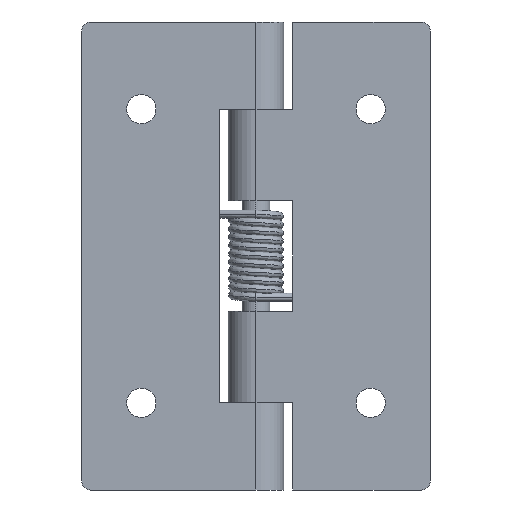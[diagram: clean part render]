
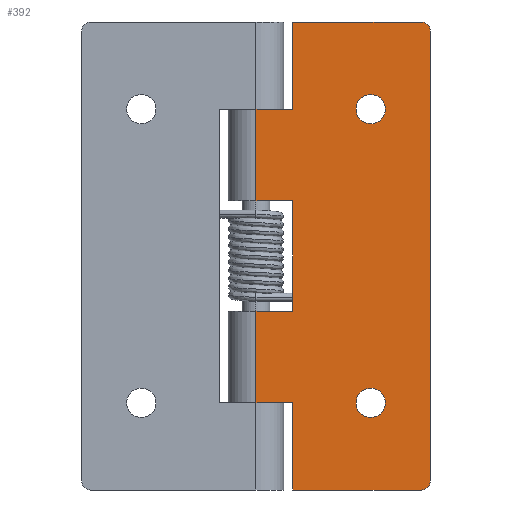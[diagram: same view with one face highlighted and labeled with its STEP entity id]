
A CAD part, front view. The second image highlights one B-rep face of the part: STEP entity #392.
In plain terms, the highlighted planar face has unit normal (0, -1, 0).
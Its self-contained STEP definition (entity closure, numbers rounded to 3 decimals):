
#375 = VERTEX_POINT ( 'NONE', #1571 ) ;
#383 = EDGE_CURVE ( 'NONE', #567, #384, #1721, .T. ) ;
#384 = VERTEX_POINT ( 'NONE', #1717 ) ;
#385 = ORIENTED_EDGE ( 'NONE', *, *, #458, .T. ) ;
#392 = ADVANCED_FACE ( 'NONE', ( #1706, #1705, #1704 ), #1703, .F. ) ;
#393 = EDGE_LOOP ( 'NONE', ( #564, #568, #385, #460, #446, #449, #507, #510, #454, #598, #524, #527, #530, #533 ) ) ;
#397 = VERTEX_POINT ( 'NONE', #1698 ) ;
#398 = VERTEX_POINT ( 'NONE', #1697 ) ;
#408 = EDGE_CURVE ( 'NONE', #398, #397, #1560, .T. ) ;
#446 = ORIENTED_EDGE ( 'NONE', *, *, #447, .T. ) ;
#447 = EDGE_CURVE ( 'NONE', #461, #448, #1936, .T. ) ;
#448 = VERTEX_POINT ( 'NONE', #2017 ) ;
#449 = ORIENTED_EDGE ( 'NONE', *, *, #450, .F. ) ;
#450 = EDGE_CURVE ( 'NONE', #506, #448, #2016, .T. ) ;
#452 = EDGE_CURVE ( 'NONE', #509, #453, #2012, .T. ) ;
#453 = VERTEX_POINT ( 'NONE', #2008 ) ;
#454 = ORIENTED_EDGE ( 'NONE', *, *, #455, .T. ) ;
#455 = EDGE_CURVE ( 'NONE', #453, #456, #1923, .T. ) ;
#456 = VERTEX_POINT ( 'NONE', #1919 ) ;
#457 = VERTEX_POINT ( 'NONE', #1918 ) ;
#458 = EDGE_CURVE ( 'NONE', #384, #459, #1917, .T. ) ;
#459 = VERTEX_POINT ( 'NONE', #1913 ) ;
#460 = ORIENTED_EDGE ( 'NONE', *, *, #474, .T. ) ;
#461 = VERTEX_POINT ( 'NONE', #1912 ) ;
#474 = EDGE_CURVE ( 'NONE', #459, #461, #1993, .T. ) ;
#506 = VERTEX_POINT ( 'NONE', #1870 ) ;
#507 = ORIENTED_EDGE ( 'NONE', *, *, #508, .T. ) ;
#508 = EDGE_CURVE ( 'NONE', #506, #509, #1869, .T. ) ;
#509 = VERTEX_POINT ( 'NONE', #1865 ) ;
#510 = ORIENTED_EDGE ( 'NONE', *, *, #452, .T. ) ;
#523 = EDGE_CURVE ( 'NONE', #457, #456, #1849, .T. ) ;
#524 = ORIENTED_EDGE ( 'NONE', *, *, #525, .T. ) ;
#525 = EDGE_CURVE ( 'NONE', #457, #526, #1845, .T. ) ;
#526 = VERTEX_POINT ( 'NONE', #1990 ) ;
#527 = ORIENTED_EDGE ( 'NONE', *, *, #528, .T. ) ;
#528 = EDGE_CURVE ( 'NONE', #526, #529, #1989, .T. ) ;
#529 = VERTEX_POINT ( 'NONE', #1985 ) ;
#530 = ORIENTED_EDGE ( 'NONE', *, *, #531, .F. ) ;
#531 = EDGE_CURVE ( 'NONE', #532, #529, #1984, .T. ) ;
#532 = VERTEX_POINT ( 'NONE', #1980 ) ;
#533 = ORIENTED_EDGE ( 'NONE', *, *, #534, .T. ) ;
#534 = EDGE_CURVE ( 'NONE', #532, #566, #1979, .T. ) ;
#535 = EDGE_LOOP ( 'NONE', ( #587, #589 ) ) ;
#563 = EDGE_CURVE ( 'NONE', #375, #601, #1809, .T. ) ;
#564 = ORIENTED_EDGE ( 'NONE', *, *, #565, .T. ) ;
#565 = EDGE_CURVE ( 'NONE', #566, #567, #1804, .T. ) ;
#566 = VERTEX_POINT ( 'NONE', #1800 ) ;
#567 = VERTEX_POINT ( 'NONE', #1799 ) ;
#568 = ORIENTED_EDGE ( 'NONE', *, *, #383, .T. ) ;
#587 = ORIENTED_EDGE ( 'NONE', *, *, #588, .T. ) ;
#588 = EDGE_CURVE ( 'NONE', #397, #398, #2147, .T. ) ;
#589 = ORIENTED_EDGE ( 'NONE', *, *, #408, .T. ) ;
#590 = EDGE_LOOP ( 'NONE', ( #591, #592 ) ) ;
#591 = ORIENTED_EDGE ( 'NONE', *, *, #563, .F. ) ;
#592 = ORIENTED_EDGE ( 'NONE', *, *, #593, .F. ) ;
#593 = EDGE_CURVE ( 'NONE', #601, #375, #2142, .T. ) ;
#598 = ORIENTED_EDGE ( 'NONE', *, *, #523, .F. ) ;
#601 = VERTEX_POINT ( 'NONE', #2029 ) ;
#1560 = CIRCLE ( 'NONE', #1688, 1.6 ) ;
#1571 = CARTESIAN_POINT ( 'NONE',  ( -14.1, -3., 16. ) ) ;
#1653 = CARTESIAN_POINT ( 'NONE',  ( -18., -3., -24.5 ) ) ;
#1685 = DIRECTION ( 'NONE',  ( -1., 0., 0. ) ) ;
#1686 = DIRECTION ( 'NONE',  ( 0., 1., 0. ) ) ;
#1687 = CARTESIAN_POINT ( 'NONE',  ( -12.5, -3., -16. ) ) ;
#1688 = AXIS2_PLACEMENT_3D ( 'NONE', #1687, #1686, #1685 ) ;
#1697 = CARTESIAN_POINT ( 'NONE',  ( -10.9, -3., -16. ) ) ;
#1698 = CARTESIAN_POINT ( 'NONE',  ( -14.1, -3., -16. ) ) ;
#1699 = DIRECTION ( 'NONE',  ( -1., 0., 0. ) ) ;
#1700 = DIRECTION ( 'NONE',  ( 0., 1., 0. ) ) ;
#1701 = CARTESIAN_POINT ( 'NONE',  ( 0., -3., 25.5 ) ) ;
#1702 = AXIS2_PLACEMENT_3D ( 'NONE', #1701, #1700, #1699 ) ;
#1703 = PLANE ( 'NONE',  #1702 ) ;
#1704 = FACE_BOUND ( 'NONE', #590, .T. ) ;
#1705 = FACE_BOUND ( 'NONE', #535, .T. ) ;
#1706 = FACE_OUTER_BOUND ( 'NONE', #393, .T. ) ;
#1717 = CARTESIAN_POINT ( 'NONE',  ( -18., -3., -25.5 ) ) ;
#1718 = DIRECTION ( 'NONE',  ( -1., 0., 0. ) ) ;
#1719 = DIRECTION ( 'NONE',  ( 0., -1., 0. ) ) ;
#1720 = AXIS2_PLACEMENT_3D ( 'NONE', #1653, #1719, #1718 ) ;
#1721 = CIRCLE ( 'NONE', #1720, 1. ) ;
#1799 = CARTESIAN_POINT ( 'NONE',  ( -19., -3., -24.5 ) ) ;
#1800 = CARTESIAN_POINT ( 'NONE',  ( -19., -3., 24.5 ) ) ;
#1801 = DIRECTION ( 'NONE',  ( 0., 0., -1. ) ) ;
#1802 = VECTOR ( 'NONE', #1801, 1000. ) ;
#1803 = CARTESIAN_POINT ( 'NONE',  ( -19., -3., 25.5 ) ) ;
#1804 = LINE ( 'NONE', #1803, #1802 ) ;
#1805 = DIRECTION ( 'NONE',  ( -1., 0., 0. ) ) ;
#1806 = DIRECTION ( 'NONE',  ( 0., -1., 0. ) ) ;
#1807 = CARTESIAN_POINT ( 'NONE',  ( -12.5, -3., 16. ) ) ;
#1808 = AXIS2_PLACEMENT_3D ( 'NONE', #1807, #1806, #1805 ) ;
#1809 = CIRCLE ( 'NONE', #1808, 1.6 ) ;
#1844 = CARTESIAN_POINT ( 'NONE',  ( 0., -3., 16. ) ) ;
#1845 = LINE ( 'NONE', #1844, #1992 ) ;
#1846 = DIRECTION ( 'NONE',  ( 0., 0., -1. ) ) ;
#1847 = VECTOR ( 'NONE', #1846, 1000. ) ;
#1848 = CARTESIAN_POINT ( 'NONE',  ( 0., -3., 25.5 ) ) ;
#1849 = LINE ( 'NONE', #1848, #1847 ) ;
#1865 = CARTESIAN_POINT ( 'NONE',  ( -4., -3., -6. ) ) ;
#1866 = DIRECTION ( 'NONE',  ( -1., 0., 0. ) ) ;
#1867 = VECTOR ( 'NONE', #1866, 1000. ) ;
#1868 = CARTESIAN_POINT ( 'NONE',  ( 0., -3., -6. ) ) ;
#1869 = LINE ( 'NONE', #1868, #1867 ) ;
#1870 = CARTESIAN_POINT ( 'NONE',  ( 0., -3., -6. ) ) ;
#1912 = CARTESIAN_POINT ( 'NONE',  ( -4., -3., -16. ) ) ;
#1913 = CARTESIAN_POINT ( 'NONE',  ( -4., -3., -25.5 ) ) ;
#1914 = DIRECTION ( 'NONE',  ( 1., 0., 0. ) ) ;
#1915 = VECTOR ( 'NONE', #1914, 1000. ) ;
#1916 = CARTESIAN_POINT ( 'NONE',  ( 0., -3., -25.5 ) ) ;
#1917 = LINE ( 'NONE', #1916, #1915 ) ;
#1918 = CARTESIAN_POINT ( 'NONE',  ( 0., -3., 16. ) ) ;
#1919 = CARTESIAN_POINT ( 'NONE',  ( 0., -3., 6. ) ) ;
#1920 = DIRECTION ( 'NONE',  ( 1., 0., 0. ) ) ;
#1921 = VECTOR ( 'NONE', #1920, 1000. ) ;
#1922 = CARTESIAN_POINT ( 'NONE',  ( 0., -3., 6. ) ) ;
#1923 = LINE ( 'NONE', #1922, #1921 ) ;
#1936 = LINE ( 'NONE', #2020, #2019 ) ;
#1958 = DIRECTION ( 'NONE',  ( 0., 0., 1. ) ) ;
#1959 = VECTOR ( 'NONE', #1958, 1000. ) ;
#1960 = CARTESIAN_POINT ( 'NONE',  ( -4., -3., 25.5 ) ) ;
#1975 = DIRECTION ( 'NONE',  ( -1., 0., 0. ) ) ;
#1976 = DIRECTION ( 'NONE',  ( 0., -1., 0. ) ) ;
#1977 = CARTESIAN_POINT ( 'NONE',  ( -18., -3., 24.5 ) ) ;
#1978 = AXIS2_PLACEMENT_3D ( 'NONE', #1977, #1976, #1975 ) ;
#1979 = CIRCLE ( 'NONE', #1978, 1. ) ;
#1980 = CARTESIAN_POINT ( 'NONE',  ( -18., -3., 25.5 ) ) ;
#1981 = DIRECTION ( 'NONE',  ( 1., 0., 0. ) ) ;
#1982 = VECTOR ( 'NONE', #1981, 1000. ) ;
#1983 = CARTESIAN_POINT ( 'NONE',  ( 0., -3., 25.5 ) ) ;
#1984 = LINE ( 'NONE', #1983, #1982 ) ;
#1985 = CARTESIAN_POINT ( 'NONE',  ( -4., -3., 25.5 ) ) ;
#1986 = DIRECTION ( 'NONE',  ( 0., 0., 1. ) ) ;
#1987 = VECTOR ( 'NONE', #1986, 1000. ) ;
#1988 = CARTESIAN_POINT ( 'NONE',  ( -4., -3., 25.5 ) ) ;
#1989 = LINE ( 'NONE', #1988, #1987 ) ;
#1990 = CARTESIAN_POINT ( 'NONE',  ( -4., -3., 16. ) ) ;
#1991 = DIRECTION ( 'NONE',  ( -1., 0., 0. ) ) ;
#1992 = VECTOR ( 'NONE', #1991, 1000. ) ;
#1993 = LINE ( 'NONE', #1960, #1959 ) ;
#2008 = CARTESIAN_POINT ( 'NONE',  ( -4., -3., 6. ) ) ;
#2009 = DIRECTION ( 'NONE',  ( 0., 0., 1. ) ) ;
#2010 = VECTOR ( 'NONE', #2009, 1000. ) ;
#2011 = CARTESIAN_POINT ( 'NONE',  ( -4., -3., 25.5 ) ) ;
#2012 = LINE ( 'NONE', #2011, #2010 ) ;
#2013 = DIRECTION ( 'NONE',  ( 0., 0., -1. ) ) ;
#2014 = VECTOR ( 'NONE', #2013, 1000. ) ;
#2015 = CARTESIAN_POINT ( 'NONE',  ( 0., -3., 25.5 ) ) ;
#2016 = LINE ( 'NONE', #2015, #2014 ) ;
#2017 = CARTESIAN_POINT ( 'NONE',  ( 0., -3., -16. ) ) ;
#2018 = DIRECTION ( 'NONE',  ( 1., 0., 0. ) ) ;
#2019 = VECTOR ( 'NONE', #2018, 1000. ) ;
#2020 = CARTESIAN_POINT ( 'NONE',  ( 0., -3., -16. ) ) ;
#2029 = CARTESIAN_POINT ( 'NONE',  ( -10.9, -3., 16. ) ) ;
#2138 = DIRECTION ( 'NONE',  ( -1., 0., 0. ) ) ;
#2139 = DIRECTION ( 'NONE',  ( 0., -1., 0. ) ) ;
#2140 = CARTESIAN_POINT ( 'NONE',  ( -12.5, -3., 16. ) ) ;
#2141 = AXIS2_PLACEMENT_3D ( 'NONE', #2140, #2139, #2138 ) ;
#2142 = CIRCLE ( 'NONE', #2141, 1.6 ) ;
#2143 = DIRECTION ( 'NONE',  ( -1., 0., 0. ) ) ;
#2144 = DIRECTION ( 'NONE',  ( 0., 1., 0. ) ) ;
#2145 = CARTESIAN_POINT ( 'NONE',  ( -12.5, -3., -16. ) ) ;
#2146 = AXIS2_PLACEMENT_3D ( 'NONE', #2145, #2144, #2143 ) ;
#2147 = CIRCLE ( 'NONE', #2146, 1.6 ) ;
